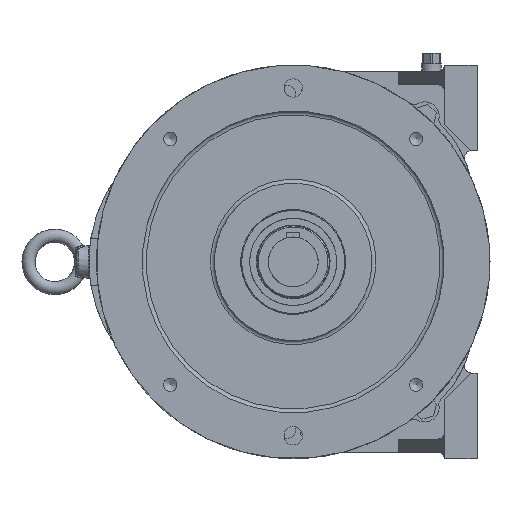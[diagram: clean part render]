
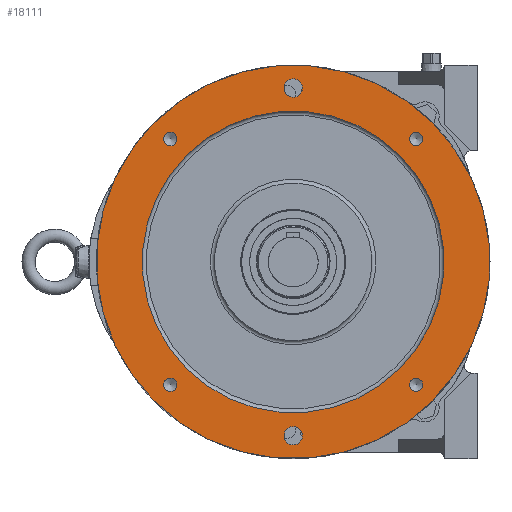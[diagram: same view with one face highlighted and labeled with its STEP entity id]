
A CAD part, left-side view. The second image highlights one B-rep face of the part: STEP entity #18111.
In plain terms, the highlighted planar face has unit normal (-1, 0, 0).
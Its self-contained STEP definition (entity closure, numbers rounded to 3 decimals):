
#22 = AXIS2_PLACEMENT_3D ( 'NONE', #14374, #5196, #12600 ) ;
#134 = CARTESIAN_POINT ( 'NONE',  ( -177., -40.75, 0. ) ) ;
#347 = CIRCLE ( 'NONE', #13688, 5.1 ) ;
#470 = CARTESIAN_POINT ( 'NONE',  ( -177., -134.442, -93.692 ) ) ;
#613 = EDGE_LOOP ( 'NONE', ( #19589 ) ) ;
#1054 = FACE_OUTER_BOUND ( 'NONE', #21684, .T. ) ;
#1433 = DIRECTION ( 'NONE',  ( -1., 0., 0. ) ) ;
#1840 = EDGE_CURVE ( 'NONE', #15462, #15462, #5601, .T. ) ;
#2703 = CARTESIAN_POINT ( 'NONE',  ( -177., 56.548, 97.298 ) ) ;
#2904 = AXIS2_PLACEMENT_3D ( 'NONE', #12956, #11402, #11188 ) ;
#2933 = VERTEX_POINT ( 'NONE', #10232 ) ;
#3376 = EDGE_CURVE ( 'NONE', #17125, #17125, #21916, .T. ) ;
#3535 = CARTESIAN_POINT ( 'NONE',  ( -177., -35.8, 137.45 ) ) ;
#4629 = EDGE_CURVE ( 'NONE', #11774, #11774, #16271, .T. ) ;
#4653 = AXIS2_PLACEMENT_3D ( 'NONE', #8714, #10741, #13938 ) ;
#4992 = FACE_BOUND ( 'NONE', #11049, .T. ) ;
#5196 = DIRECTION ( 'NONE',  ( -1., 0., 0. ) ) ;
#5412 = EDGE_CURVE ( 'NONE', #2933, #2933, #8814, .T. ) ;
#5601 = CIRCLE ( 'NONE', #2904, 5.1 ) ;
#5923 = ORIENTED_EDGE ( 'NONE', *, *, #10424, .F. ) ;
#5959 = DIRECTION ( 'NONE',  ( 0., 0.707, 0.707 ) ) ;
#6500 = CARTESIAN_POINT ( 'NONE',  ( -177., 56.548, -90.085 ) ) ;
#6893 = CIRCLE ( 'NONE', #20187, 5.1 ) ;
#7249 = VERTEX_POINT ( 'NONE', #14382 ) ;
#7263 = EDGE_LOOP ( 'NONE', ( #5923 ) ) ;
#7673 = AXIS2_PLACEMENT_3D ( 'NONE', #22521, #16699, #20495 ) ;
#7696 = EDGE_LOOP ( 'NONE', ( #13536 ) ) ;
#7775 = DIRECTION ( 'NONE',  ( -1., 0., 0. ) ) ;
#8072 = CARTESIAN_POINT ( 'NONE',  ( -177., -130.835, -90.085 ) ) ;
#8328 = ORIENTED_EDGE ( 'NONE', *, *, #3376, .F. ) ;
#8440 = VERTEX_POINT ( 'NONE', #6500 ) ;
#8481 = PLANE ( 'NONE',  #9951 ) ;
#8714 = CARTESIAN_POINT ( 'NONE',  ( -177., -40.75, 132.5 ) ) ;
#8814 = CIRCLE ( 'NONE', #7673, 7. ) ;
#8883 = EDGE_LOOP ( 'NONE', ( #8328 ) ) ;
#9929 = EDGE_CURVE ( 'NONE', #7249, #7249, #20592, .T. ) ;
#9951 = AXIS2_PLACEMENT_3D ( 'NONE', #19159, #13819, #10123 ) ;
#10123 = DIRECTION ( 'NONE',  ( 0., 0.707, 0.707 ) ) ;
#10232 = CARTESIAN_POINT ( 'NONE',  ( -177., -35.8, -127.55 ) ) ;
#10276 = CARTESIAN_POINT ( 'NONE',  ( -177., 52.942, -93.692 ) ) ;
#10400 = DIRECTION ( 'NONE',  ( 0., 0.707, 0.707 ) ) ;
#10424 = EDGE_CURVE ( 'NONE', #12255, #12255, #15312, .T. ) ;
#10741 = DIRECTION ( 'NONE',  ( -1., 0., 0. ) ) ;
#10900 = ORIENTED_EDGE ( 'NONE', *, *, #4629, .F. ) ;
#11049 = EDGE_LOOP ( 'NONE', ( #14170 ) ) ;
#11145 = DIRECTION ( 'NONE',  ( 0., 0.707, 0.707 ) ) ;
#11188 = DIRECTION ( 'NONE',  ( 0., 0.707, 0.707 ) ) ;
#11402 = DIRECTION ( 'NONE',  ( -1., 0., 0. ) ) ;
#11774 = VERTEX_POINT ( 'NONE', #2703 ) ;
#11913 = FACE_BOUND ( 'NONE', #18651, .T. ) ;
#12255 = VERTEX_POINT ( 'NONE', #3535 ) ;
#12600 = DIRECTION ( 'NONE',  ( 0., 0.707, 0.707 ) ) ;
#12956 = CARTESIAN_POINT ( 'NONE',  ( -177., -134.442, 93.692 ) ) ;
#13536 = ORIENTED_EDGE ( 'NONE', *, *, #21481, .F. ) ;
#13688 = AXIS2_PLACEMENT_3D ( 'NONE', #470, #7775, #15020 ) ;
#13819 = DIRECTION ( 'NONE',  ( -1., 0., 0. ) ) ;
#13938 = DIRECTION ( 'NONE',  ( 0., 0.707, 0.707 ) ) ;
#14170 = ORIENTED_EDGE ( 'NONE', *, *, #5412, .F. ) ;
#14374 = CARTESIAN_POINT ( 'NONE',  ( -177., -40.75, 0. ) ) ;
#14382 = CARTESIAN_POINT ( 'NONE',  ( -177., 65.316, 106.066 ) ) ;
#14791 = CARTESIAN_POINT ( 'NONE',  ( -177., 52.942, 93.692 ) ) ;
#15020 = DIRECTION ( 'NONE',  ( 0., 0.707, 0.707 ) ) ;
#15312 = CIRCLE ( 'NONE', #4653, 7. ) ;
#15462 = VERTEX_POINT ( 'NONE', #19146 ) ;
#15963 = FACE_BOUND ( 'NONE', #7696, .T. ) ;
#16271 = CIRCLE ( 'NONE', #20441, 5.1 ) ;
#16410 = ORIENTED_EDGE ( 'NONE', *, *, #9929, .T. ) ;
#16568 = EDGE_LOOP ( 'NONE', ( #19747 ) ) ;
#16699 = DIRECTION ( 'NONE',  ( -1., 0., 0. ) ) ;
#17125 = VERTEX_POINT ( 'NONE', #18904 ) ;
#17819 = EDGE_CURVE ( 'NONE', #8440, #8440, #6893, .T. ) ;
#17850 = FACE_BOUND ( 'NONE', #16568, .T. ) ;
#18111 = ADVANCED_FACE ( 'NONE', ( #21312, #11913, #17850, #15963, #4992, #21193, #1054, #22983 ), #8481, .T. ) ;
#18651 = EDGE_LOOP ( 'NONE', ( #10900 ) ) ;
#18834 = DIRECTION ( 'NONE',  ( -1., 0., 0. ) ) ;
#18857 = AXIS2_PLACEMENT_3D ( 'NONE', #134, #18834, #11145 ) ;
#18904 = CARTESIAN_POINT ( 'NONE',  ( -177., 40.567, 81.317 ) ) ;
#19146 = CARTESIAN_POINT ( 'NONE',  ( -177., -130.835, 97.298 ) ) ;
#19159 = CARTESIAN_POINT ( 'NONE',  ( -177., -146.816, 106.066 ) ) ;
#19589 = ORIENTED_EDGE ( 'NONE', *, *, #17819, .F. ) ;
#19747 = ORIENTED_EDGE ( 'NONE', *, *, #1840, .F. ) ;
#20187 = AXIS2_PLACEMENT_3D ( 'NONE', #10276, #1433, #10400 ) ;
#20441 = AXIS2_PLACEMENT_3D ( 'NONE', #14791, #22275, #5959 ) ;
#20495 = DIRECTION ( 'NONE',  ( 0., 0.707, 0.707 ) ) ;
#20592 = CIRCLE ( 'NONE', #22, 150. ) ;
#20909 = VERTEX_POINT ( 'NONE', #8072 ) ;
#21193 = FACE_BOUND ( 'NONE', #613, .T. ) ;
#21312 = FACE_BOUND ( 'NONE', #7263, .T. ) ;
#21481 = EDGE_CURVE ( 'NONE', #20909, #20909, #347, .T. ) ;
#21684 = EDGE_LOOP ( 'NONE', ( #16410 ) ) ;
#21916 = CIRCLE ( 'NONE', #18857, 115. ) ;
#22275 = DIRECTION ( 'NONE',  ( -1., 0., 0. ) ) ;
#22521 = CARTESIAN_POINT ( 'NONE',  ( -177., -40.75, -132.5 ) ) ;
#22983 = FACE_BOUND ( 'NONE', #8883, .T. ) ;
